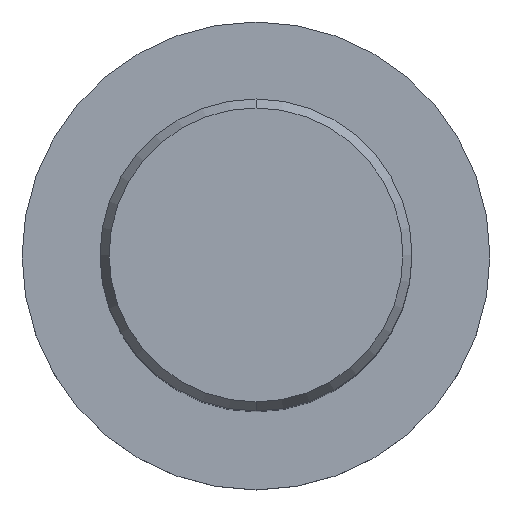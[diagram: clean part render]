
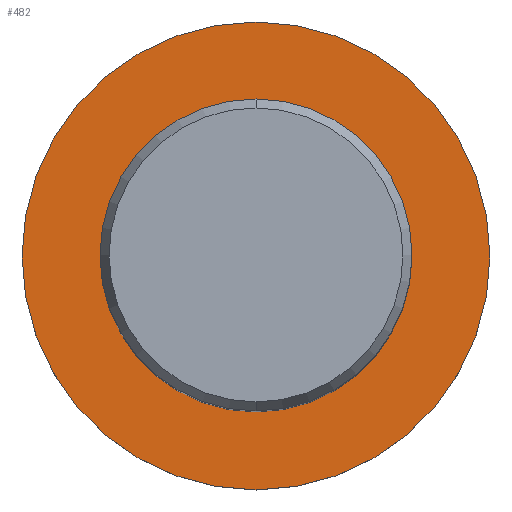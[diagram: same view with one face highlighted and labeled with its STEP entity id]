
A CAD part, top view. The second image highlights one B-rep face of the part: STEP entity #482.
In plain terms, the highlighted planar face has unit normal (0, 0, 1).
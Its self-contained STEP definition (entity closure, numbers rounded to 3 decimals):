
#312=VERTEX_POINT('',#661);
#394=EDGE_CURVE('',#428,#434,#748,.T.);
#396=EDGE_CURVE('',#434,#428,#750,.T.);
#408=EDGE_CURVE('',#474,#312,#763,.T.);
#428=VERTEX_POINT('',#784);
#434=VERTEX_POINT('',#790);
#450=EDGE_CURVE('',#312,#474,#809,.T.);
#474=VERTEX_POINT('',#834);
#482=ADVANCED_FACE('',(#843,#844),#845,.T.);
#661=CARTESIAN_POINT('',(0.,-24.0,-60.0));
#748=CIRCLE('',#1361,16.0);
#750=CIRCLE('',#1364,16.0);
#763=CIRCLE('',#1382,24.0);
#784=CARTESIAN_POINT('',(0.0,16.0,-60.0));
#790=CARTESIAN_POINT('',(0.,-16.0,-60.0));
#809=CIRCLE('',#1498,24.0);
#834=CARTESIAN_POINT('',(0.0,24.0,-60.0));
#843=FACE_BOUND('',#1541,.T.);
#844=FACE_OUTER_BOUND('',#1542,.T.);
#845=PLANE('',#1543);
#1361=AXIS2_PLACEMENT_3D('',#1863,#1864,#1865);
#1364=AXIS2_PLACEMENT_3D('',#1866,#1867,#1868);
#1382=AXIS2_PLACEMENT_3D('',#1884,#1885,#1886);
#1498=AXIS2_PLACEMENT_3D('',#1941,#1942,#1943);
#1541=EDGE_LOOP('',(#1977,#1978));
#1542=EDGE_LOOP('',(#1979,#1980));
#1543=AXIS2_PLACEMENT_3D('',#1981,#1982,#1983);
#1863=CARTESIAN_POINT('',(0.0,0.0,-60.0));
#1864=DIRECTION('',(-0.0,0.0,-1.0));
#1865=DIRECTION('',(0.0,1.0,0.0));
#1866=CARTESIAN_POINT('',(0.0,0.0,-60.0));
#1867=DIRECTION('',(-0.0,0.0,-1.0));
#1868=DIRECTION('',(0.0,1.0,0.0));
#1884=CARTESIAN_POINT('',(0.0,0.0,-60.0));
#1885=DIRECTION('',(0.0,0.0,-1.0));
#1886=DIRECTION('',(0.0,1.0,0.0));
#1941=CARTESIAN_POINT('',(0.0,0.0,-60.0));
#1942=DIRECTION('',(0.0,0.0,-1.0));
#1943=DIRECTION('',(0.0,1.0,0.0));
#1977=ORIENTED_EDGE('',*,*,#394,.T.);
#1978=ORIENTED_EDGE('',*,*,#396,.T.);
#1979=ORIENTED_EDGE('',*,*,#408,.F.);
#1980=ORIENTED_EDGE('',*,*,#450,.F.);
#1981=CARTESIAN_POINT('',(0.0,12.0,-60.0));
#1982=DIRECTION('',(-0.0,0.0,1.0));
#1983=DIRECTION('',(0.0,-1.0,0.0));
